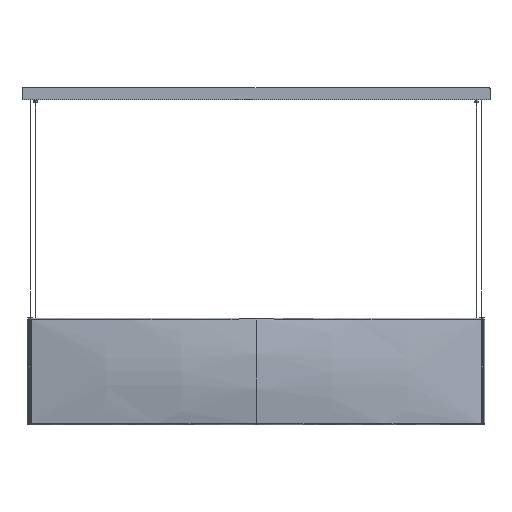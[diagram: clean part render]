
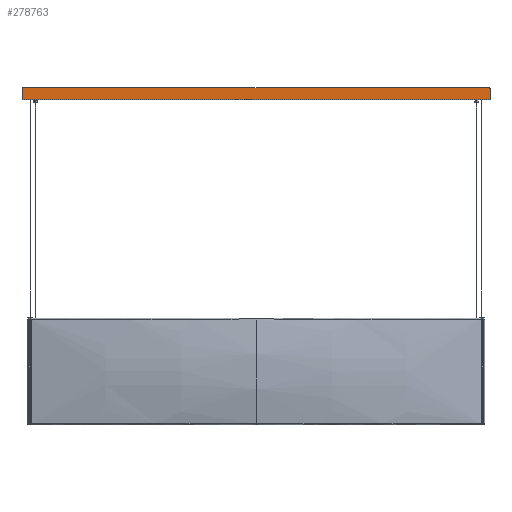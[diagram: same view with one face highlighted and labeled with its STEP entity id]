
A CAD part, top view. The second image highlights one B-rep face of the part: STEP entity #278763.
In plain terms, the highlighted planar face has unit normal (0, 0, 1).
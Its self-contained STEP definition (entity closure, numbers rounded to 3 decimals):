
#7830 = VERTEX_POINT ( 'NONE', #56782 ) ;
#7995 = CIRCLE ( 'NONE', #205235, 2. ) ;
#16532 = EDGE_CURVE ( 'NONE', #187351, #265322, #186838, .T. ) ;
#19286 = EDGE_CURVE ( 'NONE', #119345, #265322, #146876, .T. ) ;
#24707 = DIRECTION ( 'NONE',  ( 1., 0., 0. ) ) ;
#33225 = VERTEX_POINT ( 'NONE', #144614 ) ;
#35730 = LINE ( 'NONE', #169449, #140713 ) ;
#39614 = EDGE_CURVE ( 'NONE', #137394, #33225, #178354, .T. ) ;
#48689 = VECTOR ( 'NONE', #174697, 1000. ) ;
#49652 = DIRECTION ( 'NONE',  ( 0., 0., -1. ) ) ;
#56782 = CARTESIAN_POINT ( 'NONE',  ( 768., 20., 30. ) ) ;
#60302 = EDGE_CURVE ( 'NONE', #137394, #187351, #35730, .T. ) ;
#70461 = CARTESIAN_POINT ( 'NONE',  ( 770., 20., 30. ) ) ;
#72823 = DIRECTION ( 'NONE',  ( 1., 0., 0. ) ) ;
#80676 = AXIS2_PLACEMENT_3D ( 'NONE', #70461, #226217, #118877 ) ;
#91328 = DIRECTION ( 'NONE',  ( 0., 0., -1. ) ) ;
#92200 = CARTESIAN_POINT ( 'NONE',  ( -770., -20., 30. ) ) ;
#95192 = EDGE_CURVE ( 'NONE', #33225, #7830, #125271, .T. ) ;
#109958 = EDGE_CURVE ( 'NONE', #7830, #119345, #7995, .T. ) ;
#111313 = ORIENTED_EDGE ( 'NONE', *, *, #109958, .F. ) ;
#114232 = VECTOR ( 'NONE', #72823, 1000. ) ;
#118877 = DIRECTION ( 'NONE',  ( 0., 1., 0. ) ) ;
#119345 = VERTEX_POINT ( 'NONE', #263633 ) ;
#123601 = DIRECTION ( 'NONE',  ( 1., 0., 0. ) ) ;
#125271 = LINE ( 'NONE', #214884, #114232 ) ;
#125393 = DIRECTION ( 'NONE',  ( 0., -1., 0. ) ) ;
#137394 = VERTEX_POINT ( 'NONE', #193611 ) ;
#140713 = VECTOR ( 'NONE', #125393, 1000. ) ;
#142061 = VECTOR ( 'NONE', #123601, 1000. ) ;
#144614 = CARTESIAN_POINT ( 'NONE',  ( -768., 20., 30. ) ) ;
#145855 = CARTESIAN_POINT ( 'NONE',  ( 770., -20., 30. ) ) ;
#146876 = LINE ( 'NONE', #283463, #48689 ) ;
#169449 = CARTESIAN_POINT ( 'NONE',  ( -770., 0., 30. ) ) ;
#174697 = DIRECTION ( 'NONE',  ( 0., -1., 0. ) ) ;
#178354 = CIRCLE ( 'NONE', #276875, 2. ) ;
#178834 = ORIENTED_EDGE ( 'NONE', *, *, #39614, .F. ) ;
#183388 = CARTESIAN_POINT ( 'NONE',  ( -768., 18., 30. ) ) ;
#183848 = CARTESIAN_POINT ( 'NONE',  ( 768., 18., 30. ) ) ;
#186838 = LINE ( 'NONE', #276423, #142061 ) ;
#187351 = VERTEX_POINT ( 'NONE', #92200 ) ;
#188356 = EDGE_LOOP ( 'NONE', ( #111313, #226061, #178834, #237972, #265473, #276432 ) ) ;
#193611 = CARTESIAN_POINT ( 'NONE',  ( -770., 18., 30. ) ) ;
#196951 = FACE_OUTER_BOUND ( 'NONE', #188356, .T. ) ;
#205235 = AXIS2_PLACEMENT_3D ( 'NONE', #183848, #91328, #208764 ) ;
#208764 = DIRECTION ( 'NONE',  ( -1., 0., 0. ) ) ;
#214884 = CARTESIAN_POINT ( 'NONE',  ( 770., 20., 30. ) ) ;
#226061 = ORIENTED_EDGE ( 'NONE', *, *, #95192, .F. ) ;
#226217 = DIRECTION ( 'NONE',  ( 0., 0., -1. ) ) ;
#237972 = ORIENTED_EDGE ( 'NONE', *, *, #60302, .T. ) ;
#241024 = PLANE ( 'NONE',  #80676 ) ;
#263633 = CARTESIAN_POINT ( 'NONE',  ( 770., 18., 30. ) ) ;
#265322 = VERTEX_POINT ( 'NONE', #145855 ) ;
#265473 = ORIENTED_EDGE ( 'NONE', *, *, #16532, .T. ) ;
#276423 = CARTESIAN_POINT ( 'NONE',  ( 770., -20., 30. ) ) ;
#276432 = ORIENTED_EDGE ( 'NONE', *, *, #19286, .F. ) ;
#276875 = AXIS2_PLACEMENT_3D ( 'NONE', #183388, #49652, #24707 ) ;
#278763 = ADVANCED_FACE ( 'NONE', ( #196951 ), #241024, .F. ) ;
#283463 = CARTESIAN_POINT ( 'NONE',  ( 770., 0., 30. ) ) ;
